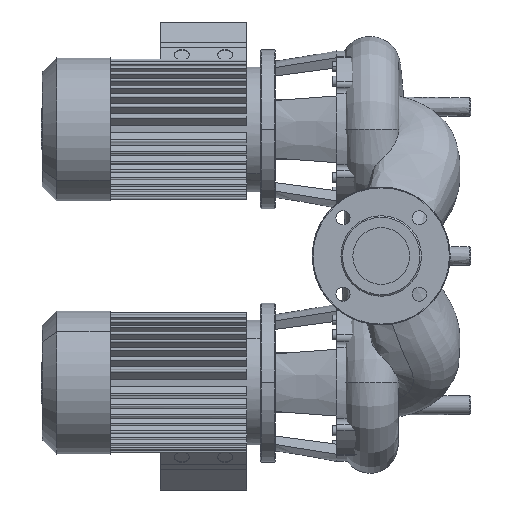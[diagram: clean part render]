
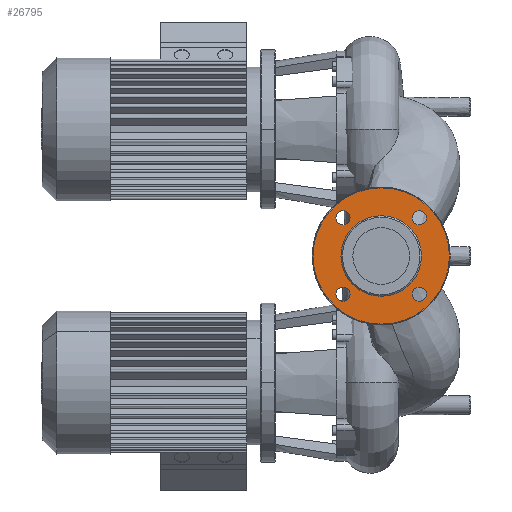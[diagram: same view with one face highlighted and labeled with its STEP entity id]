
A CAD part, left-side view. The second image highlights one B-rep face of the part: STEP entity #26795.
In plain terms, the highlighted free-form (B-spline) face has degree [1, 1] with [2, 2] control points.
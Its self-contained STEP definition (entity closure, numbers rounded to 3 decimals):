
#26174=CARTESIAN_POINT('',(2.,0.,-91.5));
#26175=VERTEX_POINT('',#26174);
#26191=CARTESIAN_POINT('',(2.,0.,91.5));
#26192=VERTEX_POINT('',#26191);
#26200=CARTESIAN_POINT('',(2.,-91.5,0.0));
#26201=VERTEX_POINT('',#26200);
#26202=CARTESIAN_POINT('',(2.,0.,0.0));
#26203=DIRECTION('',(-1.0,0.0,0.0));
#26204=DIRECTION('',(0.0,-1.0,0.0));
#26205=AXIS2_PLACEMENT_3D('',#26202,#26203,#26204);
#26206=CIRCLE('',#26205,91.5);
#26207=EDGE_CURVE('',#26201,#26192,#26206,.T.);
#26209=CARTESIAN_POINT('',(2.,0.,0.0));
#26210=DIRECTION('',(-1.0,0.0,0.0));
#26211=DIRECTION('',(0.0,-1.0,0.0));
#26212=AXIS2_PLACEMENT_3D('',#26209,#26210,#26211);
#26213=CIRCLE('',#26212,91.5);
#26214=EDGE_CURVE('',#26175,#26201,#26213,.T.);
#26245=CARTESIAN_POINT('',(2.,-54.,0.0));
#26246=VERTEX_POINT('',#26245);
#26255=CARTESIAN_POINT('',(2.,54.,0.));
#26256=VERTEX_POINT('',#26255);
#26257=CARTESIAN_POINT('',(2.,0.,0.0));
#26258=DIRECTION('',(-1.0,0.0,0.0));
#26259=DIRECTION('',(0.0,-1.0,0.0));
#26260=AXIS2_PLACEMENT_3D('',#26257,#26258,#26259);
#26261=CIRCLE('',#26260,54.);
#26262=EDGE_CURVE('',#26246,#26256,#26261,.T.);
#26308=CARTESIAN_POINT('',(2.,-51.265,41.765));
#26309=VERTEX_POINT('',#26308);
#26318=CARTESIAN_POINT('',(2.,-51.265,60.765));
#26319=VERTEX_POINT('',#26318);
#26320=CARTESIAN_POINT('',(2.,-51.265,51.265));
#26321=DIRECTION('',(-1.0,0.0,0.0));
#26322=DIRECTION('',(0.0,0.0,-1.0));
#26323=AXIS2_PLACEMENT_3D('',#26320,#26321,#26322);
#26324=CIRCLE('',#26323,9.5);
#26325=EDGE_CURVE('',#26309,#26319,#26324,.T.);
#26371=CARTESIAN_POINT('',(2.,41.765,51.265));
#26372=VERTEX_POINT('',#26371);
#26381=CARTESIAN_POINT('',(2.,60.765,51.265));
#26382=VERTEX_POINT('',#26381);
#26383=CARTESIAN_POINT('',(2.,51.265,51.265));
#26384=DIRECTION('',(-1.0,0.0,0.0));
#26385=DIRECTION('',(0.0,-1.0,0.0));
#26386=AXIS2_PLACEMENT_3D('',#26383,#26384,#26385);
#26387=CIRCLE('',#26386,9.5);
#26388=EDGE_CURVE('',#26372,#26382,#26387,.T.);
#26434=CARTESIAN_POINT('',(2.,51.265,-41.765));
#26435=VERTEX_POINT('',#26434);
#26444=CARTESIAN_POINT('',(2.,51.265,-60.765));
#26445=VERTEX_POINT('',#26444);
#26446=CARTESIAN_POINT('',(2.,51.265,-51.265));
#26447=DIRECTION('',(-1.0,0.0,0.0));
#26448=DIRECTION('',(0.0,0.0,1.0));
#26449=AXIS2_PLACEMENT_3D('',#26446,#26447,#26448);
#26450=CIRCLE('',#26449,9.5);
#26451=EDGE_CURVE('',#26435,#26445,#26450,.T.);
#26497=CARTESIAN_POINT('',(2.,-41.765,-51.265));
#26498=VERTEX_POINT('',#26497);
#26507=CARTESIAN_POINT('',(2.,-60.765,-51.265));
#26508=VERTEX_POINT('',#26507);
#26509=CARTESIAN_POINT('',(2.,-51.265,-51.265));
#26510=DIRECTION('',(-1.0,0.0,0.0));
#26511=DIRECTION('',(0.0,1.0,0.0));
#26512=AXIS2_PLACEMENT_3D('',#26509,#26510,#26511);
#26513=CIRCLE('',#26512,9.5);
#26514=EDGE_CURVE('',#26498,#26508,#26513,.T.);
#26569=CARTESIAN_POINT('',(2.,-51.265,-51.265));
#26570=DIRECTION('',(-1.0,0.0,0.0));
#26571=DIRECTION('',(0.0,1.0,0.0));
#26572=AXIS2_PLACEMENT_3D('',#26569,#26570,#26571);
#26573=CIRCLE('',#26572,9.5);
#26574=EDGE_CURVE('',#26508,#26498,#26573,.T.);
#26614=CARTESIAN_POINT('',(2.,51.265,-51.265));
#26615=DIRECTION('',(-1.0,0.0,0.0));
#26616=DIRECTION('',(0.0,0.0,1.0));
#26617=AXIS2_PLACEMENT_3D('',#26614,#26615,#26616);
#26618=CIRCLE('',#26617,9.5);
#26619=EDGE_CURVE('',#26445,#26435,#26618,.T.);
#26659=CARTESIAN_POINT('',(2.,51.265,51.265));
#26660=DIRECTION('',(-1.0,0.0,0.0));
#26661=DIRECTION('',(0.0,-1.0,0.0));
#26662=AXIS2_PLACEMENT_3D('',#26659,#26660,#26661);
#26663=CIRCLE('',#26662,9.5);
#26664=EDGE_CURVE('',#26382,#26372,#26663,.T.);
#26704=CARTESIAN_POINT('',(2.,-51.265,51.265));
#26705=DIRECTION('',(-1.0,0.0,0.0));
#26706=DIRECTION('',(0.0,0.0,-1.0));
#26707=AXIS2_PLACEMENT_3D('',#26704,#26705,#26706);
#26708=CIRCLE('',#26707,9.5);
#26709=EDGE_CURVE('',#26319,#26309,#26708,.T.);
#26749=CARTESIAN_POINT('',(2.,0.,0.0));
#26750=DIRECTION('',(-1.0,0.0,0.0));
#26751=DIRECTION('',(0.0,-1.0,0.0));
#26752=AXIS2_PLACEMENT_3D('',#26749,#26750,#26751);
#26753=CIRCLE('',#26752,54.);
#26754=EDGE_CURVE('',#26256,#26246,#26753,.T.);
#26759=CARTESIAN_POINT('',(2.,-91.5,-91.5));
#26760=CARTESIAN_POINT('',(2.,-91.5,91.5));
#26761=CARTESIAN_POINT('',(2.,91.5,-91.5));
#26762=CARTESIAN_POINT('',(2.,91.5,91.5));
#26763=B_SPLINE_SURFACE_WITH_KNOTS('',1,1,((#26759,#26761),(#26760,#26762)),.UNSPECIFIED.,.F.,.F.,.U.,(2,2),(2,2),(0.0,183.),(0.0,183.),.UNSPECIFIED.);
#26764=ORIENTED_EDGE('',*,*,#26207,.T.);
#26765=CARTESIAN_POINT('',(2.,0.,0.0));
#26766=DIRECTION('',(-1.0,0.0,0.0));
#26767=DIRECTION('',(0.0,-1.0,0.0));
#26768=AXIS2_PLACEMENT_3D('',#26765,#26766,#26767);
#26769=CIRCLE('',#26768,91.5);
#26770=EDGE_CURVE('',#26192,#26175,#26769,.T.);
#26771=ORIENTED_EDGE('',*,*,#26770,.T.);
#26772=ORIENTED_EDGE('',*,*,#26214,.T.);
#26773=EDGE_LOOP('',(#26764,#26771,#26772));
#26774=FACE_OUTER_BOUND('',#26773,.T.);
#26775=ORIENTED_EDGE('',*,*,#26574,.F.);
#26776=ORIENTED_EDGE('',*,*,#26514,.F.);
#26777=EDGE_LOOP('',(#26775,#26776));
#26778=FACE_BOUND('',#26777,.T.);
#26779=ORIENTED_EDGE('',*,*,#26619,.F.);
#26780=ORIENTED_EDGE('',*,*,#26451,.F.);
#26781=EDGE_LOOP('',(#26779,#26780));
#26782=FACE_BOUND('',#26781,.T.);
#26783=ORIENTED_EDGE('',*,*,#26664,.F.);
#26784=ORIENTED_EDGE('',*,*,#26388,.F.);
#26785=EDGE_LOOP('',(#26783,#26784));
#26786=FACE_BOUND('',#26785,.T.);
#26787=ORIENTED_EDGE('',*,*,#26709,.F.);
#26788=ORIENTED_EDGE('',*,*,#26325,.F.);
#26789=EDGE_LOOP('',(#26787,#26788));
#26790=FACE_BOUND('',#26789,.T.);
#26791=ORIENTED_EDGE('',*,*,#26262,.F.);
#26792=ORIENTED_EDGE('',*,*,#26754,.F.);
#26793=EDGE_LOOP('',(#26791,#26792));
#26794=FACE_BOUND('',#26793,.T.);
#26795=ADVANCED_FACE('',(#26774,#26778,#26782,#26786,#26790,#26794),#26763,.T.);
